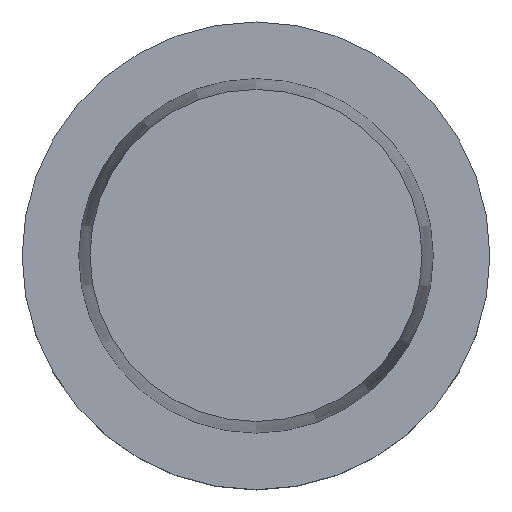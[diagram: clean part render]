
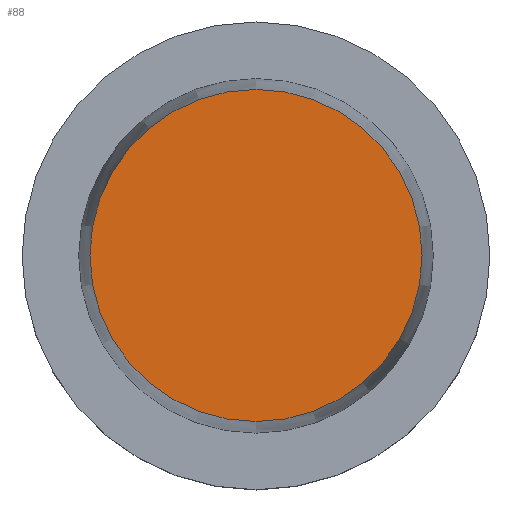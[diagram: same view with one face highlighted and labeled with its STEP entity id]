
A CAD part, top view. The second image highlights one B-rep face of the part: STEP entity #88.
In plain terms, the highlighted planar face has unit normal (0, 0, 1).
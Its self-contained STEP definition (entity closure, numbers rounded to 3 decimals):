
#88=ADVANCED_FACE('Unnamed[1]',(#207),#208,.T.);
#126=EDGE_CURVE('Unnamed[1]',#265,#265,#266,.T.);
#207=FACE_OUTER_BOUND('',#359,.T.);
#208=PLANE('',#360);
#265=VERTEX_POINT('',#432);
#266=CIRCLE('',#433,35.5);
#359=EDGE_LOOP('',(#521));
#360=AXIS2_PLACEMENT_3D('',#522,#523,#524);
#432=CARTESIAN_POINT('',(0.,35.5,50.0));
#433=AXIS2_PLACEMENT_3D('',#583,#584,#585);
#521=ORIENTED_EDGE('',*,*,#126,.F.);
#522=CARTESIAN_POINT('',(0.,17.75,50.0));
#523=DIRECTION('',(0.,0.,1.0));
#524=DIRECTION('',(0.,-1.0,0.));
#583=CARTESIAN_POINT('',(0.,0.,50.0));
#584=DIRECTION('',(0.,0.,-1.0));
#585=DIRECTION('',(0.,1.0,0.));
